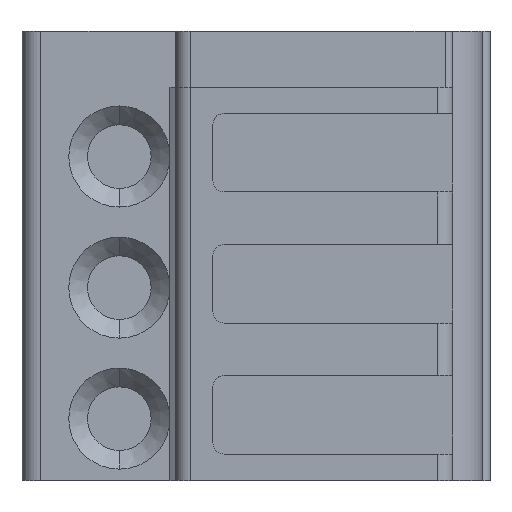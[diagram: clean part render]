
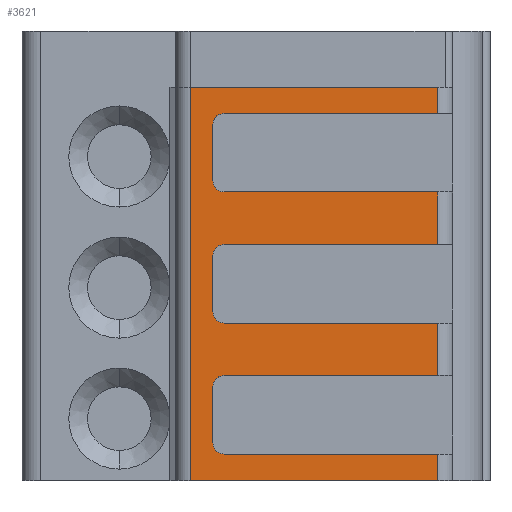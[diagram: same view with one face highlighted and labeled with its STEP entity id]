
A CAD part, top view. The second image highlights one B-rep face of the part: STEP entity #3621.
In plain terms, the highlighted planar face has unit normal (0, 0, 1).
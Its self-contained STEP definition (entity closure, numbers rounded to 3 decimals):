
#28=DIRECTION('',(1.,0.,0.));
#29=VECTOR('',#28,6.6);
#30=CARTESIAN_POINT('',(-1.75,0.,5.3));
#31=LINE('',#30,#29);
#835=DIRECTION('',(1.,0.,0.));
#836=VECTOR('',#835,6.6);
#837=CARTESIAN_POINT('',(-1.75,-10.5,5.3));
#838=LINE('',#837,#836);
#1005=DIRECTION('',(0.,-1.,0.));
#1006=VECTOR('',#1005,1.5);
#1007=CARTESIAN_POINT('',(-1.15,-8.,5.3));
#1008=LINE('',#1007,#1006);
#1009=DIRECTION('',(-1.,0.,0.));
#1010=VECTOR('',#1009,5.7);
#1011=CARTESIAN_POINT('',(4.85,-9.8,5.3));
#1012=LINE('',#1011,#1010);
#1013=DIRECTION('',(0.,-1.,0.));
#1014=VECTOR('',#1013,10.5);
#1015=CARTESIAN_POINT('',(-1.75,0.,5.3));
#1016=LINE('',#1015,#1014);
#1017=DIRECTION('',(-1.,0.,0.));
#1018=VECTOR('',#1017,5.7);
#1019=CARTESIAN_POINT('',(4.85,-0.7,5.3));
#1020=LINE('',#1019,#1018);
#1021=DIRECTION('',(0.,-1.,0.));
#1022=VECTOR('',#1021,1.5);
#1023=CARTESIAN_POINT('',(-1.15,-1.,5.3));
#1024=LINE('',#1023,#1022);
#1025=DIRECTION('',(-1.,0.,0.));
#1026=VECTOR('',#1025,5.7);
#1027=CARTESIAN_POINT('',(4.85,-2.8,5.3));
#1028=LINE('',#1027,#1026);
#1029=DIRECTION('',(-1.,0.,0.));
#1030=VECTOR('',#1029,5.7);
#1031=CARTESIAN_POINT('',(4.85,-4.2,5.3));
#1032=LINE('',#1031,#1030);
#1033=DIRECTION('',(0.,-1.,0.));
#1034=VECTOR('',#1033,1.5);
#1035=CARTESIAN_POINT('',(-1.15,-4.5,5.3));
#1036=LINE('',#1035,#1034);
#1037=DIRECTION('',(-1.,0.,0.));
#1038=VECTOR('',#1037,5.7);
#1039=CARTESIAN_POINT('',(4.85,-6.3,5.3));
#1040=LINE('',#1039,#1038);
#1041=DIRECTION('',(-1.,0.,0.));
#1042=VECTOR('',#1041,5.7);
#1043=CARTESIAN_POINT('',(4.85,-7.7,5.3));
#1044=LINE('',#1043,#1042);
#1057=CARTESIAN_POINT('',(-0.85,-8.,5.3));
#1058=DIRECTION('',(0.,0.,-1.));
#1059=DIRECTION('',(-1.,0.,0.));
#1060=AXIS2_PLACEMENT_3D('',#1057,#1058,#1059);
#1089=DIRECTION('',(0.,-1.,0.));
#1090=VECTOR('',#1089,0.7);
#1091=CARTESIAN_POINT('',(4.85,0.,5.3));
#1092=LINE('',#1091,#1090);
#1098=DIRECTION('',(0.,-1.,0.));
#1099=VECTOR('',#1098,1.4);
#1100=CARTESIAN_POINT('',(4.85,-2.8,5.3));
#1101=LINE('',#1100,#1099);
#1112=DIRECTION('',(0.,-1.,0.));
#1113=VECTOR('',#1112,1.4);
#1114=CARTESIAN_POINT('',(4.85,-6.3,5.3));
#1115=LINE('',#1114,#1113);
#1126=DIRECTION('',(0.,-1.,0.));
#1127=VECTOR('',#1126,0.7);
#1128=CARTESIAN_POINT('',(4.85,-9.8,5.3));
#1129=LINE('',#1128,#1127);
#1138=CARTESIAN_POINT('',(-0.85,-1.,5.3));
#1139=DIRECTION('',(0.,0.,-1.));
#1140=DIRECTION('',(-1.,0.,0.));
#1141=AXIS2_PLACEMENT_3D('',#1138,#1139,#1140);
#1161=CARTESIAN_POINT('',(-0.85,-2.5,5.3));
#1162=DIRECTION('',(0.,0.,-1.));
#1163=DIRECTION('',(0.,-1.,0.));
#1164=AXIS2_PLACEMENT_3D('',#1161,#1162,#1163);
#1186=CARTESIAN_POINT('',(-0.85,-4.5,5.3));
#1187=DIRECTION('',(0.,0.,-1.));
#1188=DIRECTION('',(-1.,0.,0.));
#1189=AXIS2_PLACEMENT_3D('',#1186,#1187,#1188);
#1209=CARTESIAN_POINT('',(-0.85,-6.,5.3));
#1210=DIRECTION('',(0.,0.,-1.));
#1211=DIRECTION('',(0.,-1.,0.));
#1212=AXIS2_PLACEMENT_3D('',#1209,#1210,#1211);
#1230=CARTESIAN_POINT('',(-0.85,-9.5,5.3));
#1231=DIRECTION('',(0.,0.,-1.));
#1232=DIRECTION('',(0.,-1.,0.));
#1233=AXIS2_PLACEMENT_3D('',#1230,#1231,#1232);
#1655=CARTESIAN_POINT('',(-1.75,0.,5.3));
#1657=VERTEX_POINT('',#1655);
#1658=CARTESIAN_POINT('',(4.85,0.,5.3));
#1659=VERTEX_POINT('',#1658);
#1709=CARTESIAN_POINT('',(-1.75,-10.5,5.3));
#1711=VERTEX_POINT('',#1709);
#1712=CARTESIAN_POINT('',(4.85,-10.5,5.3));
#1713=VERTEX_POINT('',#1712);
#1742=CARTESIAN_POINT('',(4.85,-0.7,5.3));
#1744=VERTEX_POINT('',#1742);
#1746=CARTESIAN_POINT('',(4.85,-2.8,5.3));
#1748=VERTEX_POINT('',#1746);
#1758=CARTESIAN_POINT('',(-1.15,-1.,5.3));
#1759=VERTEX_POINT('',#1758);
#1760=CARTESIAN_POINT('',(-0.85,-0.7,5.3));
#1761=VERTEX_POINT('',#1760);
#1763=CARTESIAN_POINT('',(-1.15,-2.5,5.3));
#1765=VERTEX_POINT('',#1763);
#1768=CARTESIAN_POINT('',(-0.85,-2.8,5.3));
#1769=VERTEX_POINT('',#1768);
#1770=CARTESIAN_POINT('',(4.85,-4.2,5.3));
#1772=VERTEX_POINT('',#1770);
#1774=CARTESIAN_POINT('',(4.85,-6.3,5.3));
#1776=VERTEX_POINT('',#1774);
#1782=CARTESIAN_POINT('',(4.85,-7.7,5.3));
#1784=VERTEX_POINT('',#1782);
#1786=CARTESIAN_POINT('',(4.85,-9.8,5.3));
#1788=VERTEX_POINT('',#1786);
#1850=CARTESIAN_POINT('',(-1.15,-4.5,5.3));
#1851=VERTEX_POINT('',#1850);
#1852=CARTESIAN_POINT('',(-0.85,-4.2,5.3));
#1853=VERTEX_POINT('',#1852);
#1855=CARTESIAN_POINT('',(-1.15,-6.,5.3));
#1857=VERTEX_POINT('',#1855);
#1860=CARTESIAN_POINT('',(-0.85,-6.3,5.3));
#1861=VERTEX_POINT('',#1860);
#1866=CARTESIAN_POINT('',(-1.15,-8.,5.3));
#1867=VERTEX_POINT('',#1866);
#1868=CARTESIAN_POINT('',(-0.85,-7.7,5.3));
#1869=VERTEX_POINT('',#1868);
#1871=CARTESIAN_POINT('',(-1.15,-9.5,5.3));
#1873=VERTEX_POINT('',#1871);
#1876=CARTESIAN_POINT('',(-0.85,-9.8,5.3));
#1877=VERTEX_POINT('',#1876);
#3573=CARTESIAN_POINT('',(-1.75,0.,5.3));
#3574=DIRECTION('',(0.,0.,1.));
#3575=DIRECTION('',(1.,0.,0.));
#3576=AXIS2_PLACEMENT_3D('',#3573,#3574,#3575);
#3577=PLANE('',#3576);
#3579=ORIENTED_EDGE('',*,*,#3578,.T.);
#3581=ORIENTED_EDGE('',*,*,#3580,.F.);
#3583=ORIENTED_EDGE('',*,*,#3582,.F.);
#3585=ORIENTED_EDGE('',*,*,#3584,.T.);
#3586=ORIENTED_EDGE('',*,*,#3514,.F.);
#3587=ORIENTED_EDGE('',*,*,#3566,.F.);
#3588=ORIENTED_EDGE('',*,*,#2170,.T.);
#3590=ORIENTED_EDGE('',*,*,#3589,.T.);
#3592=ORIENTED_EDGE('',*,*,#3591,.T.);
#3594=ORIENTED_EDGE('',*,*,#3593,.F.);
#3596=ORIENTED_EDGE('',*,*,#3595,.T.);
#3598=ORIENTED_EDGE('',*,*,#3597,.F.);
#3600=ORIENTED_EDGE('',*,*,#3599,.F.);
#3602=ORIENTED_EDGE('',*,*,#3601,.T.);
#3604=ORIENTED_EDGE('',*,*,#3603,.T.);
#3606=ORIENTED_EDGE('',*,*,#3605,.F.);
#3608=ORIENTED_EDGE('',*,*,#3607,.T.);
#3610=ORIENTED_EDGE('',*,*,#3609,.F.);
#3612=ORIENTED_EDGE('',*,*,#3611,.F.);
#3614=ORIENTED_EDGE('',*,*,#3613,.T.);
#3616=ORIENTED_EDGE('',*,*,#3615,.T.);
#3618=ORIENTED_EDGE('',*,*,#3617,.F.);
#3619=EDGE_LOOP('',(#3579,#3581,#3583,#3585,#3586,#3587,#3588,#3590,#3592,#3594,
#3596,#3598,#3600,#3602,#3604,#3606,#3608,#3610,#3612,#3614,#3616,#3618));
#3620=FACE_OUTER_BOUND('',#3619,.F.);
#3621=ADVANCED_FACE('',(#3620),#3577,.T.);
#1061=CIRCLE('',#1060,0.3);
#1142=CIRCLE('',#1141,0.3);
#1165=CIRCLE('',#1164,0.3);
#1190=CIRCLE('',#1189,0.3);
#1213=CIRCLE('',#1212,0.3);
#1234=CIRCLE('',#1233,0.3);
#2170=EDGE_CURVE('',#1657,#1659,#31,.T.);
#3514=EDGE_CURVE('',#1711,#1713,#838,.T.);
#3566=EDGE_CURVE('',#1657,#1711,#1016,.T.);
#3578=EDGE_CURVE('',#1867,#1873,#1008,.T.);
#3580=EDGE_CURVE('',#1877,#1873,#1234,.T.);
#3582=EDGE_CURVE('',#1788,#1877,#1012,.T.);
#3584=EDGE_CURVE('',#1788,#1713,#1129,.T.);
#3589=EDGE_CURVE('',#1659,#1744,#1092,.T.);
#3591=EDGE_CURVE('',#1744,#1761,#1020,.T.);
#3593=EDGE_CURVE('',#1759,#1761,#1142,.T.);
#3595=EDGE_CURVE('',#1759,#1765,#1024,.T.);
#3597=EDGE_CURVE('',#1769,#1765,#1165,.T.);
#3599=EDGE_CURVE('',#1748,#1769,#1028,.T.);
#3601=EDGE_CURVE('',#1748,#1772,#1101,.T.);
#3603=EDGE_CURVE('',#1772,#1853,#1032,.T.);
#3605=EDGE_CURVE('',#1851,#1853,#1190,.T.);
#3607=EDGE_CURVE('',#1851,#1857,#1036,.T.);
#3609=EDGE_CURVE('',#1861,#1857,#1213,.T.);
#3611=EDGE_CURVE('',#1776,#1861,#1040,.T.);
#3613=EDGE_CURVE('',#1776,#1784,#1115,.T.);
#3615=EDGE_CURVE('',#1784,#1869,#1044,.T.);
#3617=EDGE_CURVE('',#1867,#1869,#1061,.T.);
